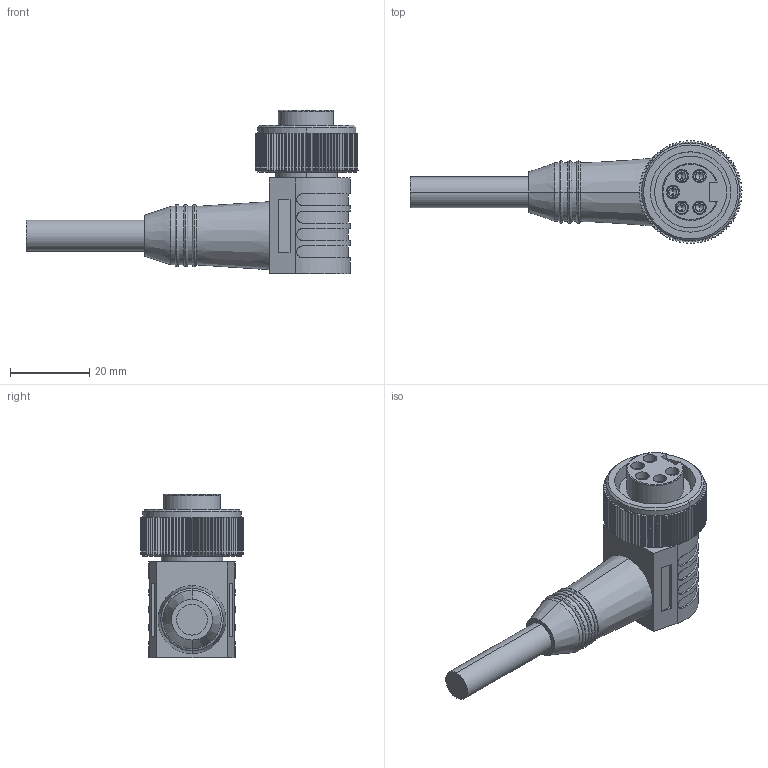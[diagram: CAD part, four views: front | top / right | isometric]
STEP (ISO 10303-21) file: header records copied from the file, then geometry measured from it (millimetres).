
FILE_DESCRIPTION((''),'2;1');
FILE_NAME('MLK5-M_ASM','2019-04-25T',('Administrator'),(''),'PRO/ENGINEER BY PARAMETRIC TECHNOLOGY CORPORATION, 2012480','PRO/ENGINEER BY PARAMETRIC TECHNOLOGY CORPORATION, 2012480','');
FILE_SCHEMA(('CONFIG_CONTROL_DESIGN'));
Length unit declared in the file: millimetre
Products named in the file (1): MLK5-M_ASM
Bounding box: 84 x 26 x 41.3 mm (x, y, z)
Volume: 21607.2 mm3; surface area: 11660.6 mm2
Topology: 1 solids, 13 shells, 668 faces, 1718 edges, 1113 vertices
Faces by surface type: plane 315, cylinder 278, cone 62, torus 13
Entity records: 21029 total; most frequent: CARTESIAN_POINT 4608, DIRECTION 3464, ORIENTED_EDGE 3396, EDGE_CURVE 1698, AXIS2_PLACEMENT_3D 1316, VERTEX_POINT 1113, VECTOR 832, LINE 832
